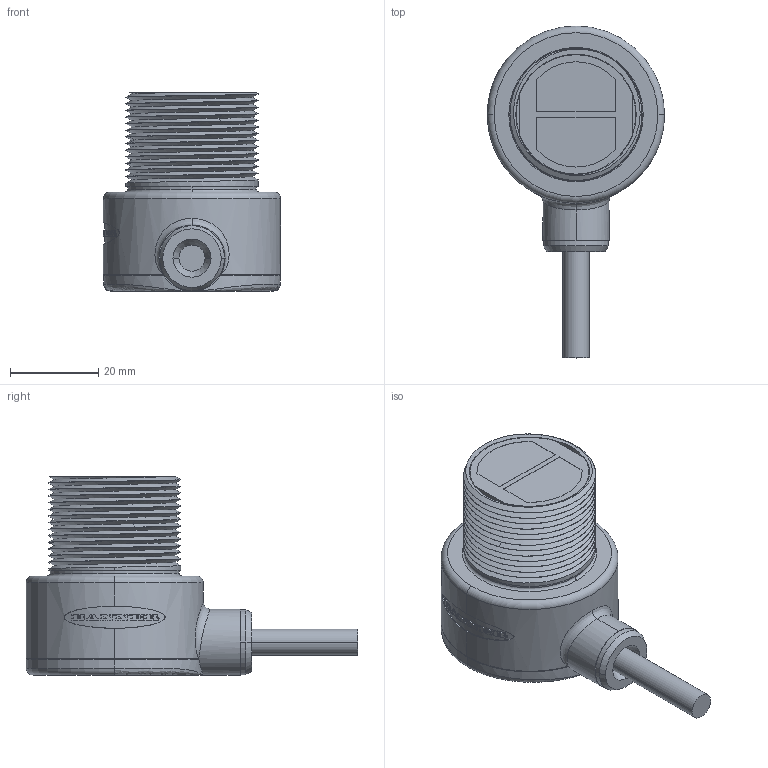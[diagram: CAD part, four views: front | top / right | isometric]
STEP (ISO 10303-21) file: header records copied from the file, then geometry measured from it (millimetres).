
FILE_DESCRIPTION((''),'2;1');
FILE_NAME('155328_SW','2010-12-22T',('banengservice'),('BANNER ENGINEERING'),'PRO/ENGINEER BY PARAMETRIC TECHNOLOGY CORPORATION, 2009141','PRO/ENGINEER BY PARAMETRIC TECHNOLOGY CORPORATION, 2009141','');
FILE_SCHEMA(('CONFIG_CONTROL_DESIGN'));
Length unit declared in the file: inch
Products named in the file (1): 155328_SW
Bounding box: 40.18 x 75.26 x 45 mm (x, y, z)
Volume: 12995.3 mm3; surface area: 21287.8 mm2
Topology: 3 solids, 4 shells, 577 faces, 1556 edges, 1014 vertices
Faces by surface type: cylinder 278, plane 242, cone 18, torus 15, bspline 13, sphere 9, extrusion 2
Entity records: 28533 total; most frequent: CARTESIAN_POINT 14568, ORIENTED_EDGE 3088, DIRECTION 2626, EDGE_CURVE 1544, VERTEX_POINT 1014, AXIS2_PLACEMENT_3D 944, VECTOR 738, LINE 736
